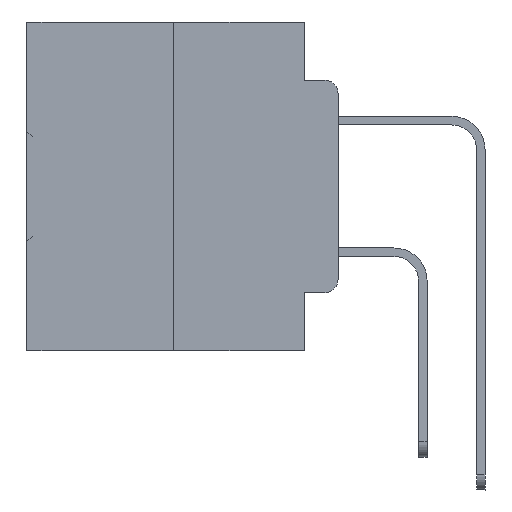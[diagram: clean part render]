
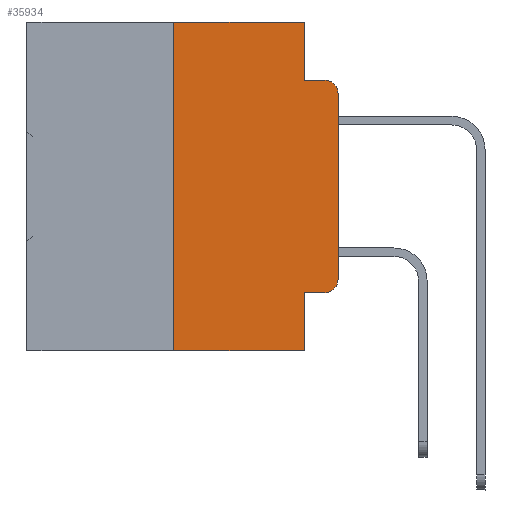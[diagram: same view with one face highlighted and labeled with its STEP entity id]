
A CAD part, left-side view. The second image highlights one B-rep face of the part: STEP entity #35934.
In plain terms, the highlighted planar face has unit normal (-1, 0, 0).
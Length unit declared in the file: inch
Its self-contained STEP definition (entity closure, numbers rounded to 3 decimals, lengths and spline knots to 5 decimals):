
#355 = VERTEX_POINT ( 'NONE', #36745 ) ;
#410 = DIRECTION ( 'NONE',  ( 0., 0., -1. ) ) ;
#1262 = EDGE_CURVE ( 'NONE', #28280, #2381, #24532, .T. ) ;
#1694 = ORIENTED_EDGE ( 'NONE', *, *, #22351, .F. ) ;
#2189 = ORIENTED_EDGE ( 'NONE', *, *, #5513, .F. ) ;
#2221 = CIRCLE ( 'NONE', #25981, 0.02 ) ;
#2339 = ORIENTED_EDGE ( 'NONE', *, *, #6570, .T. ) ;
#2381 = VERTEX_POINT ( 'NONE', #29318 ) ;
#3739 = LINE ( 'NONE', #21298, #20978 ) ;
#4892 = LINE ( 'NONE', #7589, #31065 ) ;
#5207 = ORIENTED_EDGE ( 'NONE', *, *, #22509, .F. ) ;
#5513 = EDGE_CURVE ( 'NONE', #22939, #10904, #24718, .T. ) ;
#6124 = CARTESIAN_POINT ( 'NONE',  ( 0., 0.051, -0.4115 ) ) ;
#6565 = AXIS2_PLACEMENT_3D ( 'NONE', #29977, #33036, #6876 ) ;
#6570 = EDGE_CURVE ( 'NONE', #10177, #11901, #3739, .T. ) ;
#6876 = DIRECTION ( 'NONE',  ( 0., 0., -1. ) ) ;
#7028 = CARTESIAN_POINT ( 'NONE',  ( 0., 0., 0. ) ) ;
#7031 = ORIENTED_EDGE ( 'NONE', *, *, #14268, .T. ) ;
#7099 = EDGE_LOOP ( 'NONE', ( #25385, #25779, #19719, #5207, #2189, #1694, #2339, #27371, #24505, #7031 ) ) ;
#7589 = CARTESIAN_POINT ( 'NONE',  ( 0., 0.051, 0. ) ) ;
#7908 = EDGE_CURVE ( 'NONE', #16148, #11901, #35084, .T. ) ;
#8927 = VECTOR ( 'NONE', #25284, 39.37008 ) ;
#9715 = PLANE ( 'NONE',  #6565 ) ;
#10177 = VERTEX_POINT ( 'NONE', #16681 ) ;
#10193 = DIRECTION ( 'NONE',  ( 0., -1., 0. ) ) ;
#10904 = VERTEX_POINT ( 'NONE', #15474 ) ;
#11901 = VERTEX_POINT ( 'NONE', #28326 ) ;
#12470 = CARTESIAN_POINT ( 'NONE',  ( 0., 0.051, -0.0885 ) ) ;
#12710 = LINE ( 'NONE', #26881, #31028 ) ;
#13196 = CIRCLE ( 'NONE', #18042, 0.02 ) ;
#13424 = LINE ( 'NONE', #20095, #8927 ) ;
#13637 = VECTOR ( 'NONE', #24031, 39.37008 ) ;
#14159 = EDGE_CURVE ( 'NONE', #16148, #17924, #13424, .T. ) ;
#14268 = EDGE_CURVE ( 'NONE', #17924, #24211, #2221, .T. ) ;
#14448 = EDGE_CURVE ( 'NONE', #355, #2381, #13196, .T. ) ;
#15474 = CARTESIAN_POINT ( 'NONE',  ( 0., 0.051, 0. ) ) ;
#16148 = VERTEX_POINT ( 'NONE', #6124 ) ;
#16473 = CARTESIAN_POINT ( 'NONE',  ( 0., 0.25, 0. ) ) ;
#16681 = CARTESIAN_POINT ( 'NONE',  ( 0., 0.25, -0.5 ) ) ;
#17924 = VERTEX_POINT ( 'NONE', #29518 ) ;
#18042 = AXIS2_PLACEMENT_3D ( 'NONE', #21624, #33271, #27549 ) ;
#18303 = FACE_OUTER_BOUND ( 'NONE', #7099, .T. ) ;
#19212 = DIRECTION ( 'NONE',  ( 0., 0., -1. ) ) ;
#19719 = ORIENTED_EDGE ( 'NONE', *, *, #1262, .F. ) ;
#20095 = CARTESIAN_POINT ( 'NONE',  ( 0., 0.051, -0.4115 ) ) ;
#20978 = VECTOR ( 'NONE', #36182, 39.37008 ) ;
#21298 = CARTESIAN_POINT ( 'NONE',  ( 0., 0.473, -0.5 ) ) ;
#21624 = CARTESIAN_POINT ( 'NONE',  ( 0., 0.02, -0.1085 ) ) ;
#22115 = LINE ( 'NONE', #7028, #26321 ) ;
#22351 = EDGE_CURVE ( 'NONE', #10177, #22939, #12710, .T. ) ;
#22509 = EDGE_CURVE ( 'NONE', #10904, #28280, #4892, .T. ) ;
#22794 = VECTOR ( 'NONE', #10193, 39.37008 ) ;
#22939 = VERTEX_POINT ( 'NONE', #16473 ) ;
#24016 = DIRECTION ( 'NONE',  ( 0., 0., 1. ) ) ;
#24031 = DIRECTION ( 'NONE',  ( 0., 0., -1. ) ) ;
#24211 = VERTEX_POINT ( 'NONE', #36177 ) ;
#24381 = VECTOR ( 'NONE', #24708, 39.37008 ) ;
#24505 = ORIENTED_EDGE ( 'NONE', *, *, #14159, .T. ) ;
#24532 = LINE ( 'NONE', #33495, #24381 ) ;
#24708 = DIRECTION ( 'NONE',  ( 0., -1., 0. ) ) ;
#24718 = LINE ( 'NONE', #36351, #22794 ) ;
#25284 = DIRECTION ( 'NONE',  ( 0., -1., 0. ) ) ;
#25385 = ORIENTED_EDGE ( 'NONE', *, *, #31116, .T. ) ;
#25779 = ORIENTED_EDGE ( 'NONE', *, *, #14448, .T. ) ;
#25981 = AXIS2_PLACEMENT_3D ( 'NONE', #32120, #29463, #410 ) ;
#26321 = VECTOR ( 'NONE', #27832, 39.37008 ) ;
#26881 = CARTESIAN_POINT ( 'NONE',  ( 0., 0.25, 0. ) ) ;
#27371 = ORIENTED_EDGE ( 'NONE', *, *, #7908, .F. ) ;
#27549 = DIRECTION ( 'NONE',  ( 0., 0., -1. ) ) ;
#27832 = DIRECTION ( 'NONE',  ( 0., 0., 1. ) ) ;
#28280 = VERTEX_POINT ( 'NONE', #12470 ) ;
#28326 = CARTESIAN_POINT ( 'NONE',  ( 0., 0.051, -0.5 ) ) ;
#29318 = CARTESIAN_POINT ( 'NONE',  ( 0., 0.02, -0.0885 ) ) ;
#29463 = DIRECTION ( 'NONE',  ( -1., 0., 0. ) ) ;
#29518 = CARTESIAN_POINT ( 'NONE',  ( 0., 0.02, -0.4115 ) ) ;
#29977 = CARTESIAN_POINT ( 'NONE',  ( 0., 0.473, 0. ) ) ;
#31028 = VECTOR ( 'NONE', #24016, 39.37008 ) ;
#31065 = VECTOR ( 'NONE', #19212, 39.37008 ) ;
#31116 = EDGE_CURVE ( 'NONE', #24211, #355, #22115, .T. ) ;
#32120 = CARTESIAN_POINT ( 'NONE',  ( 0., 0.02, -0.3915 ) ) ;
#33016 = CARTESIAN_POINT ( 'NONE',  ( 0., 0.051, 0. ) ) ;
#33036 = DIRECTION ( 'NONE',  ( 1., 0., 0. ) ) ;
#33271 = DIRECTION ( 'NONE',  ( -1., 0., 0. ) ) ;
#33495 = CARTESIAN_POINT ( 'NONE',  ( 0., 0.051, -0.0885 ) ) ;
#35084 = LINE ( 'NONE', #33016, #13637 ) ;
#35934 = ADVANCED_FACE ( 'NONE', ( #18303 ), #9715, .F. ) ;
#36177 = CARTESIAN_POINT ( 'NONE',  ( 0., 0., -0.3915 ) ) ;
#36182 = DIRECTION ( 'NONE',  ( 0., -1., 0. ) ) ;
#36351 = CARTESIAN_POINT ( 'NONE',  ( 0., 0.473, 0. ) ) ;
#36745 = CARTESIAN_POINT ( 'NONE',  ( 0., 0., -0.1085 ) ) ;
